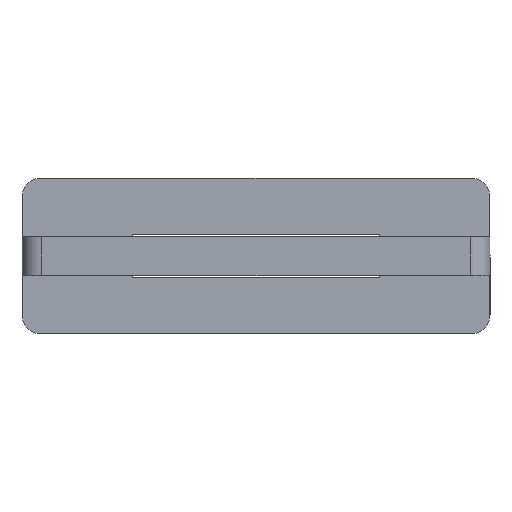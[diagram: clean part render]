
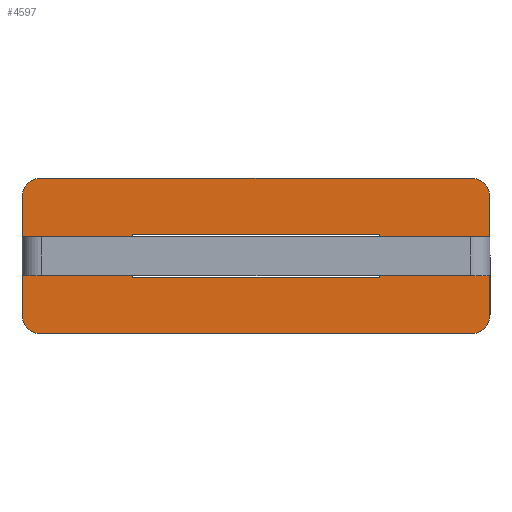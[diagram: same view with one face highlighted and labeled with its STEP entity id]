
A CAD part, front view. The second image highlights one B-rep face of the part: STEP entity #4597.
In plain terms, the highlighted planar face has unit normal (0, -1, 0).
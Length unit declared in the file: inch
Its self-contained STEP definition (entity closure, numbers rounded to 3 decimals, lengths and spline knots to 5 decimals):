
#22 = DIRECTION ( 'NONE',  ( -1., 0., 0. ) ) ;
#31 = VECTOR ( 'NONE', #1414, 39.37008 ) ;
#54 = CARTESIAN_POINT ( 'NONE',  ( -0.43307, 1.06155, 0.19685 ) ) ;
#77 = DIRECTION ( 'NONE',  ( 1., 0., 0. ) ) ;
#152 = LINE ( 'NONE', #2897, #4120 ) ;
#295 = LINE ( 'NONE', #1042, #4659 ) ;
#360 = VECTOR ( 'NONE', #4291, 39.37008 ) ;
#440 = EDGE_CURVE ( 'NONE', #3287, #3311, #657, .T. ) ;
#463 = ORIENTED_EDGE ( 'NONE', *, *, #440, .F. ) ;
#476 = DIRECTION ( 'NONE',  ( 1., 0., 0. ) ) ;
#572 = DIRECTION ( 'NONE',  ( 1., 0., 0. ) ) ;
#601 = AXIS2_PLACEMENT_3D ( 'NONE', #3910, #3931, #476 ) ;
#634 = CARTESIAN_POINT ( 'NONE',  ( -0.47244, 1.06155, -0.11811 ) ) ;
#657 = LINE ( 'NONE', #4059, #4502 ) ;
#683 = VECTOR ( 'NONE', #572, 39.37008 ) ;
#759 = CARTESIAN_POINT ( 'NONE',  ( 0.43307, 1.06155, 0.19685 ) ) ;
#767 = LINE ( 'NONE', #1565, #3942 ) ;
#776 = EDGE_CURVE ( 'NONE', #2433, #1855, #295, .T. ) ;
#812 = CARTESIAN_POINT ( 'NONE',  ( -0.47244, 1.06155, -0.00394 ) ) ;
#841 = ORIENTED_EDGE ( 'NONE', *, *, #2765, .F. ) ;
#895 = EDGE_CURVE ( 'NONE', #3311, #4591, #2743, .T. ) ;
#897 = DIRECTION ( 'NONE',  ( 0., 0., -1. ) ) ;
#935 = EDGE_CURVE ( 'NONE', #1855, #1643, #767, .T. ) ;
#967 = CARTESIAN_POINT ( 'NONE',  ( -0.47244, 1.06155, -0.07874 ) ) ;
#1007 = LINE ( 'NONE', #4834, #683 ) ;
#1042 = CARTESIAN_POINT ( 'NONE',  ( 0.25, 1.06155, -0.11811 ) ) ;
#1043 = VERTEX_POINT ( 'NONE', #3638 ) ;
#1061 = LINE ( 'NONE', #634, #31 ) ;
#1121 = ORIENTED_EDGE ( 'NONE', *, *, #1169, .F. ) ;
#1163 = DIRECTION ( 'NONE',  ( -1., 0., 0. ) ) ;
#1169 = EDGE_CURVE ( 'NONE', #2583, #3890, #1061, .T. ) ;
#1179 = CARTESIAN_POINT ( 'NONE',  ( -0.43307, 1.06155, -0.07874 ) ) ;
#1289 = EDGE_CURVE ( 'NONE', #1669, #3502, #3713, .T. ) ;
#1294 = CARTESIAN_POINT ( 'NONE',  ( -0.47244, 1.06155, 0.15748 ) ) ;
#1333 = VERTEX_POINT ( 'NONE', #759 ) ;
#1414 = DIRECTION ( 'NONE',  ( -1., 0., 0. ) ) ;
#1544 = ORIENTED_EDGE ( 'NONE', *, *, #935, .F. ) ;
#1546 = AXIS2_PLACEMENT_3D ( 'NONE', #2663, #4286, #1918 ) ;
#1565 = CARTESIAN_POINT ( 'NONE',  ( -0.47244, 1.06155, 0.08268 ) ) ;
#1643 = VERTEX_POINT ( 'NONE', #3760 ) ;
#1669 = VERTEX_POINT ( 'NONE', #4177 ) ;
#1753 = ORIENTED_EDGE ( 'NONE', *, *, #895, .F. ) ;
#1798 = ORIENTED_EDGE ( 'NONE', *, *, #4693, .F. ) ;
#1811 = AXIS2_PLACEMENT_3D ( 'NONE', #1179, #4649, #77 ) ;
#1815 = CARTESIAN_POINT ( 'NONE',  ( 0.47244, 1.06155, -0.11811 ) ) ;
#1855 = VERTEX_POINT ( 'NONE', #4864 ) ;
#1891 = AXIS2_PLACEMENT_3D ( 'NONE', #4347, #2100, #2854 ) ;
#1911 = CARTESIAN_POINT ( 'NONE',  ( 0.43307, 1.06155, -0.11811 ) ) ;
#1918 = DIRECTION ( 'NONE',  ( 1., 0., 0. ) ) ;
#1929 = FACE_BOUND ( 'NONE', #4760, .T. ) ;
#2100 = DIRECTION ( 'NONE',  ( 0., 1., 0. ) ) ;
#2371 = CIRCLE ( 'NONE', #1891, 0.03937 ) ;
#2395 = LINE ( 'NONE', #812, #360 ) ;
#2405 = PLANE ( 'NONE',  #3807 ) ;
#2433 = VERTEX_POINT ( 'NONE', #4464 ) ;
#2496 = ORIENTED_EDGE ( 'NONE', *, *, #3649, .F. ) ;
#2509 = VECTOR ( 'NONE', #3348, 39.37008 ) ;
#2518 = ORIENTED_EDGE ( 'NONE', *, *, #4657, .F. ) ;
#2566 = DIRECTION ( 'NONE',  ( 0., 0., 1. ) ) ;
#2583 = VERTEX_POINT ( 'NONE', #1911 ) ;
#2663 = CARTESIAN_POINT ( 'NONE',  ( -0.43307, 1.06155, 0.15748 ) ) ;
#2743 = CIRCLE ( 'NONE', #1546, 0.03937 ) ;
#2765 = EDGE_CURVE ( 'NONE', #1333, #1669, #4525, .T. ) ;
#2854 = DIRECTION ( 'NONE',  ( 1., 0., 0. ) ) ;
#2897 = CARTESIAN_POINT ( 'NONE',  ( -0.25, 1.06155, -0.11811 ) ) ;
#3159 = FACE_OUTER_BOUND ( 'NONE', #4356, .T. ) ;
#3287 = VERTEX_POINT ( 'NONE', #967 ) ;
#3311 = VERTEX_POINT ( 'NONE', #1294 ) ;
#3338 = CIRCLE ( 'NONE', #1811, 0.03937 ) ;
#3348 = DIRECTION ( 'NONE',  ( 0., 0., -1. ) ) ;
#3358 = CARTESIAN_POINT ( 'NONE',  ( 0.47244, 1.06155, -0.07874 ) ) ;
#3502 = VERTEX_POINT ( 'NONE', #3358 ) ;
#3554 = DIRECTION ( 'NONE',  ( 0., 1., 0. ) ) ;
#3638 = CARTESIAN_POINT ( 'NONE',  ( -0.25, 1.06155, -0.00394 ) ) ;
#3649 = EDGE_CURVE ( 'NONE', #1043, #2433, #2395, .T. ) ;
#3713 = LINE ( 'NONE', #1815, #2509 ) ;
#3760 = CARTESIAN_POINT ( 'NONE',  ( -0.25, 1.06155, 0.08268 ) ) ;
#3774 = ORIENTED_EDGE ( 'NONE', *, *, #4289, .F. ) ;
#3807 = AXIS2_PLACEMENT_3D ( 'NONE', #3929, #3554, #22 ) ;
#3890 = VERTEX_POINT ( 'NONE', #4891 ) ;
#3910 = CARTESIAN_POINT ( 'NONE',  ( 0.43307, 1.06155, 0.15748 ) ) ;
#3929 = CARTESIAN_POINT ( 'NONE',  ( -0.47244, 1.06155, -0.11811 ) ) ;
#3931 = DIRECTION ( 'NONE',  ( 0., 1., 0. ) ) ;
#3942 = VECTOR ( 'NONE', #1163, 39.37008 ) ;
#4059 = CARTESIAN_POINT ( 'NONE',  ( -0.47244, 1.06155, -0.11811 ) ) ;
#4120 = VECTOR ( 'NONE', #897, 39.37008 ) ;
#4157 = DIRECTION ( 'NONE',  ( 0., 0., 1. ) ) ;
#4177 = CARTESIAN_POINT ( 'NONE',  ( 0.47244, 1.06155, 0.15748 ) ) ;
#4286 = DIRECTION ( 'NONE',  ( 0., 1., 0. ) ) ;
#4289 = EDGE_CURVE ( 'NONE', #4591, #1333, #1007, .T. ) ;
#4291 = DIRECTION ( 'NONE',  ( 1., 0., 0. ) ) ;
#4347 = CARTESIAN_POINT ( 'NONE',  ( 0.43307, 1.06155, -0.07874 ) ) ;
#4356 = EDGE_LOOP ( 'NONE', ( #4943, #1121, #1798, #4922, #841, #3774, #1753, #463 ) ) ;
#4464 = CARTESIAN_POINT ( 'NONE',  ( 0.25, 1.06155, -0.00394 ) ) ;
#4502 = VECTOR ( 'NONE', #2566, 39.37008 ) ;
#4510 = EDGE_CURVE ( 'NONE', #3890, #3287, #3338, .T. ) ;
#4525 = CIRCLE ( 'NONE', #601, 0.03937 ) ;
#4548 = ORIENTED_EDGE ( 'NONE', *, *, #776, .F. ) ;
#4591 = VERTEX_POINT ( 'NONE', #54 ) ;
#4597 = ADVANCED_FACE ( 'NONE', ( #3159, #1929 ), #2405, .F. ) ;
#4649 = DIRECTION ( 'NONE',  ( 0., 1., 0. ) ) ;
#4657 = EDGE_CURVE ( 'NONE', #1643, #1043, #152, .T. ) ;
#4659 = VECTOR ( 'NONE', #4157, 39.37008 ) ;
#4693 = EDGE_CURVE ( 'NONE', #3502, #2583, #2371, .T. ) ;
#4760 = EDGE_LOOP ( 'NONE', ( #2518, #1544, #4548, #2496 ) ) ;
#4834 = CARTESIAN_POINT ( 'NONE',  ( -0.47244, 1.06155, 0.19685 ) ) ;
#4864 = CARTESIAN_POINT ( 'NONE',  ( 0.25, 1.06155, 0.08268 ) ) ;
#4891 = CARTESIAN_POINT ( 'NONE',  ( -0.43307, 1.06155, -0.11811 ) ) ;
#4922 = ORIENTED_EDGE ( 'NONE', *, *, #1289, .F. ) ;
#4943 = ORIENTED_EDGE ( 'NONE', *, *, #4510, .F. ) ;
